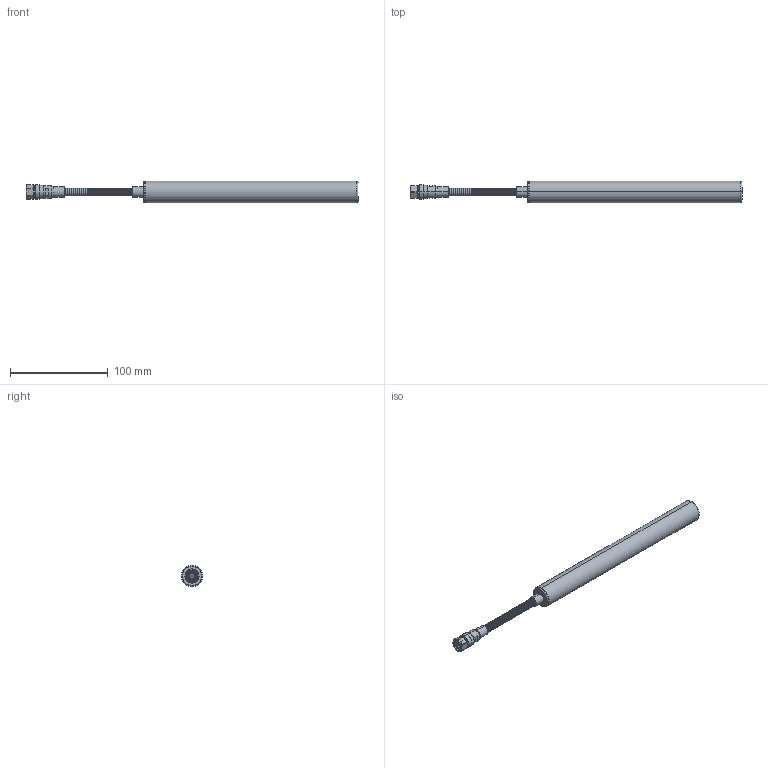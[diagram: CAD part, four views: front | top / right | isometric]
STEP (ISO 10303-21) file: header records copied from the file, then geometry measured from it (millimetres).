
FILE_DESCRIPTION (( 'STEP AP214' ), '1' );
FILE_NAME ('Gooseneck_Antenna_Length340mm_Shape_3D.STEP', '2025-11-04T08:31:54', ( '' ), ( '' ), 'SwSTEP 2.0', 'SolidWorks 2025', '' );
FILE_SCHEMA (( 'AUTOMOTIVE_DESIGN' ));
Length unit declared in the file: millimetre
Products named in the file (1): Gooseneck_Antenna_Length340mm_Shape_3D
Bounding box: 339.03 x 22 x 22 mm (x, y, z)
Volume: 91632.9 mm3; surface area: 21184.5 mm2
Topology: 1 solids, 1 shells, 404 faces, 845 edges, 526 vertices
Faces by surface type: cylinder 135, plane 113, torus 86, cone 70
Entity records: 11160 total; most frequent: DIRECTION 2155, CARTESIAN_POINT 2112, ORIENTED_EDGE 1690, AXIS2_PLACEMENT_3D 977, EDGE_CURVE 845, CIRCLE 572, VERTEX_POINT 526, EDGE_LOOP 487
